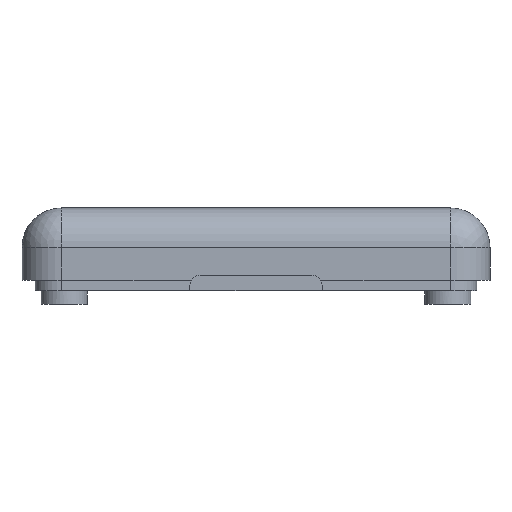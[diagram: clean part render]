
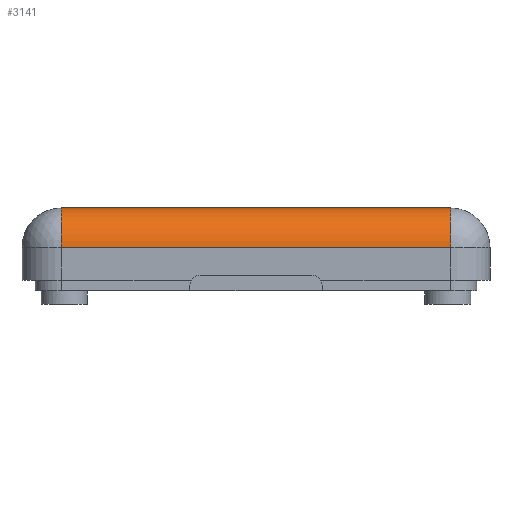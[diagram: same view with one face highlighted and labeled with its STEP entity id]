
A CAD part, front view. The second image highlights one B-rep face of the part: STEP entity #3141.
In plain terms, the highlighted cylindrical face has radius 3 mm (diameter 6 mm), a partial arc.
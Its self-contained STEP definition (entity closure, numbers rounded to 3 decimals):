
#106=DIRECTION('',(1.,0.,0.));
#107=VECTOR('',#106,29.554);
#108=CARTESIAN_POINT('',(-41.228,5.236,4.9));
#109=LINE('',#108,#107);
#762=DIRECTION('',(1.,0.,0.));
#763=VECTOR('',#762,29.554);
#764=CARTESIAN_POINT('',(-41.228,8.236,7.9));
#765=LINE('',#764,#763);
#914=CARTESIAN_POINT('',(-41.228,8.236,4.9));
#915=DIRECTION('',(-1.,0.,0.));
#916=DIRECTION('',(0.,-1.,0.));
#917=AXIS2_PLACEMENT_3D('',#914,#915,#916);
#919=CARTESIAN_POINT('',(-11.674,8.236,4.9));
#920=DIRECTION('',(1.,0.,0.));
#921=DIRECTION('',(0.,0.,1.));
#922=AXIS2_PLACEMENT_3D('',#919,#920,#921);
#1838=CARTESIAN_POINT('',(-41.228,8.236,7.9));
#1840=VERTEX_POINT('',#1838);
#1857=CARTESIAN_POINT('',(-11.674,8.236,7.9));
#1858=VERTEX_POINT('',#1857);
#1865=CARTESIAN_POINT('',(-11.674,5.236,4.9));
#1866=VERTEX_POINT('',#1865);
#1867=CARTESIAN_POINT('',(-41.228,5.236,4.9));
#1868=VERTEX_POINT('',#1867);
#3129=CARTESIAN_POINT('',(-90.576,8.236,4.9));
#3130=DIRECTION('',(1.,0.,0.));
#3131=DIRECTION('',(0.,0.,1.));
#3132=AXIS2_PLACEMENT_3D('',#3129,#3130,#3131);
#3133=CYLINDRICAL_SURFACE('',#3132,3.);
#3134=ORIENTED_EDGE('',*,*,#2401,.F.);
#3135=ORIENTED_EDGE('',*,*,#3124,.T.);
#3136=ORIENTED_EDGE('',*,*,#2995,.T.);
#3138=ORIENTED_EDGE('',*,*,#3137,.T.);
#3139=EDGE_LOOP('',(#3134,#3135,#3136,#3138));
#3140=FACE_OUTER_BOUND('',#3139,.F.);
#3141=ADVANCED_FACE('',(#3140),#3133,.T.);
#918=CIRCLE('',#917,3.);
#923=CIRCLE('',#922,3.);
#2401=EDGE_CURVE('',#1868,#1866,#109,.T.);
#2995=EDGE_CURVE('',#1840,#1858,#765,.T.);
#3124=EDGE_CURVE('',#1868,#1840,#918,.T.);
#3137=EDGE_CURVE('',#1858,#1866,#923,.T.);
